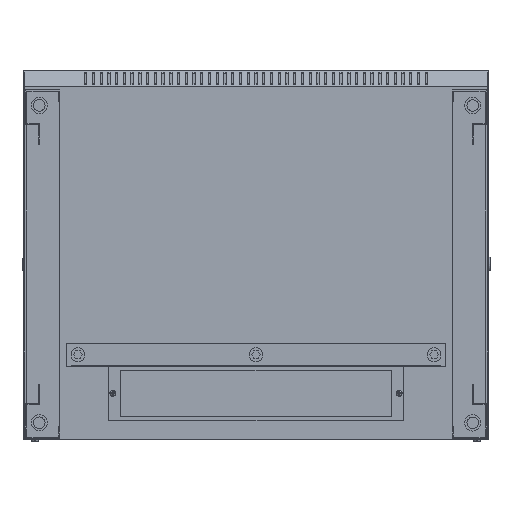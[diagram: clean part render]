
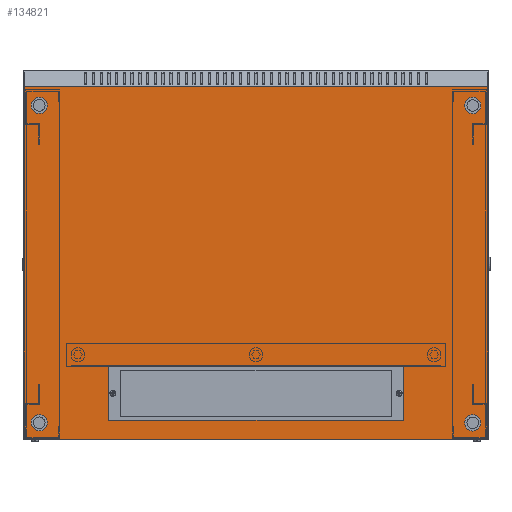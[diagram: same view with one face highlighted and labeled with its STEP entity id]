
A CAD part, front view. The second image highlights one B-rep face of the part: STEP entity #134821.
In plain terms, the highlighted planar face has unit normal (0, -1, 0).
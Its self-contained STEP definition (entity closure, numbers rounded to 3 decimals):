
#38 = VERTEX_POINT ( 'NONE', #63286 ) ;
#3687 = AXIS2_PLACEMENT_3D ( 'NONE', #39142, #53710, #150766 ) ;
#3900 = AXIS2_PLACEMENT_3D ( 'NONE', #155375, #72339, #169276 ) ;
#7476 = ORIENTED_EDGE ( 'NONE', *, *, #63738, .T. ) ;
#7555 = CARTESIAN_POINT ( 'NONE',  ( -280., 0., 25.15 ) ) ;
#8197 = VERTEX_POINT ( 'NONE', #98811 ) ;
#9032 = CARTESIAN_POINT ( 'NONE',  ( 300., 0., 456.5 ) ) ;
#10699 = CARTESIAN_POINT ( 'NONE',  ( 280., 0., 25.15 ) ) ;
#12026 = DIRECTION ( 'NONE',  ( 0., 0., 1. ) ) ;
#12805 = CARTESIAN_POINT ( 'NONE',  ( -300., 0., 456.5 ) ) ;
#12890 = VERTEX_POINT ( 'NONE', #165801 ) ;
#14671 = CIRCLE ( 'NONE', #153196, 3.25 ) ;
#17615 = CARTESIAN_POINT ( 'NONE',  ( -190., 0., 95. ) ) ;
#17643 = FACE_BOUND ( 'NONE', #61644, .T. ) ;
#20456 = VECTOR ( 'NONE', #92389, 1000. ) ;
#27178 = CARTESIAN_POINT ( 'NONE',  ( 190., 0., 25. ) ) ;
#28781 = CARTESIAN_POINT ( 'NONE',  ( -280., 0., 435.15 ) ) ;
#29386 = DIRECTION ( 'NONE',  ( 0., 1., 0. ) ) ;
#29459 = CARTESIAN_POINT ( 'NONE',  ( -280., 0., 21.9 ) ) ;
#30790 = CARTESIAN_POINT ( 'NONE',  ( 280., 0., 428.65 ) ) ;
#31696 = DIRECTION ( 'NONE',  ( 0., 0., -1. ) ) ;
#35276 = ORIENTED_EDGE ( 'NONE', *, *, #128966, .T. ) ;
#35783 = ORIENTED_EDGE ( 'NONE', *, *, #169440, .F. ) ;
#38641 = DIRECTION ( 'NONE',  ( 1., 0., 0. ) ) ;
#39142 = CARTESIAN_POINT ( 'NONE',  ( 300., 0., 456.5 ) ) ;
#39258 = AXIS2_PLACEMENT_3D ( 'NONE', #29459, #126576, #43458 ) ;
#39352 = CARTESIAN_POINT ( 'NONE',  ( -300., 0., 0. ) ) ;
#39373 = CIRCLE ( 'NONE', #143434, 3.25 ) ;
#39682 = VECTOR ( 'NONE', #38641, 1000. ) ;
#40435 = CIRCLE ( 'NONE', #49302, 3.25 ) ;
#41904 = VECTOR ( 'NONE', #90322, 1000. ) ;
#43458 = DIRECTION ( 'NONE',  ( 0., 0., 1. ) ) ;
#44055 = DIRECTION ( 'NONE',  ( -1., 0., 0. ) ) ;
#49250 = CARTESIAN_POINT ( 'NONE',  ( -300., 0., 456.5 ) ) ;
#49302 = AXIS2_PLACEMENT_3D ( 'NONE', #63523, #160579, #77528 ) ;
#53068 = ORIENTED_EDGE ( 'NONE', *, *, #125663, .T. ) ;
#53710 = DIRECTION ( 'NONE',  ( 0., 1., 0. ) ) ;
#55478 = ORIENTED_EDGE ( 'NONE', *, *, #172310, .F. ) ;
#58146 = AXIS2_PLACEMENT_3D ( 'NONE', #154212, #71154, #168078 ) ;
#58586 = LINE ( 'NONE', #17615, #128078 ) ;
#61644 = EDGE_LOOP ( 'NONE', ( #157008, #107356 ) ) ;
#62369 = CARTESIAN_POINT ( 'NONE',  ( 300., 0., 456.5 ) ) ;
#63286 = CARTESIAN_POINT ( 'NONE',  ( 300., 0., 0. ) ) ;
#63523 = CARTESIAN_POINT ( 'NONE',  ( -280., 0., 21.9 ) ) ;
#63738 = EDGE_CURVE ( 'NONE', #159932, #82387, #115825, .T. ) ;
#65164 = VERTEX_POINT ( 'NONE', #39352 ) ;
#65484 = CIRCLE ( 'NONE', #3900, 3.25 ) ;
#66112 = VERTEX_POINT ( 'NONE', #152026 ) ;
#67605 = CARTESIAN_POINT ( 'NONE',  ( 190., 0., 95. ) ) ;
#68343 = AXIS2_PLACEMENT_3D ( 'NONE', #76540, #173447, #90499 ) ;
#69420 = VECTOR ( 'NONE', #174095, 1000. ) ;
#70056 = ORIENTED_EDGE ( 'NONE', *, *, #164151, .T. ) ;
#71154 = DIRECTION ( 'NONE',  ( 0., 1., 0. ) ) ;
#72051 = CARTESIAN_POINT ( 'NONE',  ( 300., 0., 0. ) ) ;
#72147 = VERTEX_POINT ( 'NONE', #76403 ) ;
#72339 = DIRECTION ( 'NONE',  ( 0., 1., 0. ) ) ;
#72768 = VERTEX_POINT ( 'NONE', #145277 ) ;
#73743 = DIRECTION ( 'NONE',  ( 0., 1., 0. ) ) ;
#76403 = CARTESIAN_POINT ( 'NONE',  ( -190., 0., 95. ) ) ;
#76540 = CARTESIAN_POINT ( 'NONE',  ( 280., 0., 21.9 ) ) ;
#76655 = ORIENTED_EDGE ( 'NONE', *, *, #164426, .T. ) ;
#77528 = DIRECTION ( 'NONE',  ( 0., 0., 1. ) ) ;
#79683 = CIRCLE ( 'NONE', #58146, 3.25 ) ;
#82387 = VERTEX_POINT ( 'NONE', #12805 ) ;
#83117 = AXIS2_PLACEMENT_3D ( 'NONE', #112669, #29386, #126513 ) ;
#84230 = CARTESIAN_POINT ( 'NONE',  ( -190., 0., 95. ) ) ;
#86441 = VERTEX_POINT ( 'NONE', #7555 ) ;
#87369 = FACE_BOUND ( 'NONE', #142042, .T. ) ;
#90322 = DIRECTION ( 'NONE',  ( -1., 0., 0. ) ) ;
#90499 = DIRECTION ( 'NONE',  ( 0., 0., 1. ) ) ;
#91049 = VECTOR ( 'NONE', #112149, 1000. ) ;
#91690 = FACE_BOUND ( 'NONE', #119336, .T. ) ;
#92389 = DIRECTION ( 'NONE',  ( 0., 0., -1. ) ) ;
#93901 = EDGE_LOOP ( 'NONE', ( #53068, #176724, #35783, #7476 ) ) ;
#95412 = DIRECTION ( 'NONE',  ( 0., 1., 0. ) ) ;
#98811 = CARTESIAN_POINT ( 'NONE',  ( -280., 0., 428.65 ) ) ;
#98884 = VERTEX_POINT ( 'NONE', #10699 ) ;
#99155 = ORIENTED_EDGE ( 'NONE', *, *, #173137, .F. ) ;
#99437 = LINE ( 'NONE', #67605, #164436 ) ;
#106344 = LINE ( 'NONE', #49250, #69420 ) ;
#106655 = EDGE_LOOP ( 'NONE', ( #70056, #35276 ) ) ;
#107356 = ORIENTED_EDGE ( 'NONE', *, *, #135094, .T. ) ;
#109347 = VERTEX_POINT ( 'NONE', #27178 ) ;
#109384 = CIRCLE ( 'NONE', #83117, 3.25 ) ;
#109501 = VERTEX_POINT ( 'NONE', #30790 ) ;
#111441 = CARTESIAN_POINT ( 'NONE',  ( -190., 0., 25. ) ) ;
#112149 = DIRECTION ( 'NONE',  ( -1., 0., 0. ) ) ;
#112669 = CARTESIAN_POINT ( 'NONE',  ( -280., 0., 431.9 ) ) ;
#113662 = LINE ( 'NONE', #163044, #39682 ) ;
#115785 = VERTEX_POINT ( 'NONE', #111441 ) ;
#115825 = LINE ( 'NONE', #62369, #41904 ) ;
#119336 = EDGE_LOOP ( 'NONE', ( #76655, #152678 ) ) ;
#120691 = ORIENTED_EDGE ( 'NONE', *, *, #171237, .F. ) ;
#124225 = FACE_OUTER_BOUND ( 'NONE', #93901, .T. ) ;
#124677 = ORIENTED_EDGE ( 'NONE', *, *, #137454, .T. ) ;
#125663 = EDGE_CURVE ( 'NONE', #82387, #65164, #106344, .T. ) ;
#126513 = DIRECTION ( 'NONE',  ( 0., 0., 1. ) ) ;
#126576 = DIRECTION ( 'NONE',  ( 0., 1., 0. ) ) ;
#128078 = VECTOR ( 'NONE', #31696, 1000. ) ;
#128966 = EDGE_CURVE ( 'NONE', #166589, #86441, #178191, .T. ) ;
#131285 = LINE ( 'NONE', #9032, #20456 ) ;
#131321 = EDGE_CURVE ( 'NONE', #8197, #145183, #79683, .T. ) ;
#134821 = ADVANCED_FACE ( 'NONE', ( #169730, #91690, #17643, #161059, #124225, #87369 ), #136877, .F. ) ;
#135094 = EDGE_CURVE ( 'NONE', #109501, #66112, #39373, .T. ) ;
#136771 = DIRECTION ( 'NONE',  ( 0., 0., 1. ) ) ;
#136877 = PLANE ( 'NONE',  #3687 ) ;
#137454 = EDGE_CURVE ( 'NONE', #72768, #98884, #164509, .T. ) ;
#138312 = LINE ( 'NONE', #72051, #175044 ) ;
#138655 = CARTESIAN_POINT ( 'NONE',  ( -280., 0., 18.65 ) ) ;
#142042 = EDGE_LOOP ( 'NONE', ( #120691, #55478, #99155, #144667 ) ) ;
#143434 = AXIS2_PLACEMENT_3D ( 'NONE', #156744, #73743, #170654 ) ;
#144667 = ORIENTED_EDGE ( 'NONE', *, *, #175713, .F. ) ;
#145183 = VERTEX_POINT ( 'NONE', #28781 ) ;
#145277 = CARTESIAN_POINT ( 'NONE',  ( 280., 0., 18.65 ) ) ;
#146025 = EDGE_LOOP ( 'NONE', ( #148451, #124677 ) ) ;
#148451 = ORIENTED_EDGE ( 'NONE', *, *, #167835, .T. ) ;
#150766 = DIRECTION ( 'NONE',  ( 0., 0., 1. ) ) ;
#152026 = CARTESIAN_POINT ( 'NONE',  ( 280., 0., 435.15 ) ) ;
#152678 = ORIENTED_EDGE ( 'NONE', *, *, #131321, .T. ) ;
#153196 = AXIS2_PLACEMENT_3D ( 'NONE', #178280, #95412, #12026 ) ;
#154212 = CARTESIAN_POINT ( 'NONE',  ( -280., 0., 431.9 ) ) ;
#155375 = CARTESIAN_POINT ( 'NONE',  ( 280., 0., 431.9 ) ) ;
#156744 = CARTESIAN_POINT ( 'NONE',  ( 280., 0., 431.9 ) ) ;
#157008 = ORIENTED_EDGE ( 'NONE', *, *, #165453, .T. ) ;
#159932 = VERTEX_POINT ( 'NONE', #170108 ) ;
#160579 = DIRECTION ( 'NONE',  ( 0., 1., 0. ) ) ;
#161059 = FACE_BOUND ( 'NONE', #146025, .T. ) ;
#163044 = CARTESIAN_POINT ( 'NONE',  ( -190., 0., 25. ) ) ;
#164151 = EDGE_CURVE ( 'NONE', #86441, #166589, #40435, .T. ) ;
#164426 = EDGE_CURVE ( 'NONE', #145183, #8197, #109384, .T. ) ;
#164436 = VECTOR ( 'NONE', #136771, 1000. ) ;
#164509 = CIRCLE ( 'NONE', #68343, 3.25 ) ;
#165453 = EDGE_CURVE ( 'NONE', #66112, #109501, #65484, .T. ) ;
#165801 = CARTESIAN_POINT ( 'NONE',  ( 190., 0., 95. ) ) ;
#166589 = VERTEX_POINT ( 'NONE', #138655 ) ;
#167835 = EDGE_CURVE ( 'NONE', #98884, #72768, #14671, .T. ) ;
#168078 = DIRECTION ( 'NONE',  ( 0., 0., 1. ) ) ;
#168644 = EDGE_CURVE ( 'NONE', #38, #65164, #138312, .T. ) ;
#169276 = DIRECTION ( 'NONE',  ( 0., 0., 1. ) ) ;
#169440 = EDGE_CURVE ( 'NONE', #159932, #38, #131285, .T. ) ;
#169730 = FACE_BOUND ( 'NONE', #106655, .T. ) ;
#170108 = CARTESIAN_POINT ( 'NONE',  ( 300., 0., 456.5 ) ) ;
#170654 = DIRECTION ( 'NONE',  ( 0., 0., 1. ) ) ;
#171237 = EDGE_CURVE ( 'NONE', #72147, #115785, #58586, .T. ) ;
#172310 = EDGE_CURVE ( 'NONE', #12890, #72147, #177716, .T. ) ;
#173137 = EDGE_CURVE ( 'NONE', #109347, #12890, #99437, .T. ) ;
#173447 = DIRECTION ( 'NONE',  ( 0., 1., 0. ) ) ;
#174095 = DIRECTION ( 'NONE',  ( 0., 0., -1. ) ) ;
#175044 = VECTOR ( 'NONE', #44055, 1000. ) ;
#175713 = EDGE_CURVE ( 'NONE', #115785, #109347, #113662, .T. ) ;
#176724 = ORIENTED_EDGE ( 'NONE', *, *, #168644, .F. ) ;
#177716 = LINE ( 'NONE', #84230, #91049 ) ;
#178191 = CIRCLE ( 'NONE', #39258, 3.25 ) ;
#178280 = CARTESIAN_POINT ( 'NONE',  ( 280., 0., 21.9 ) ) ;
